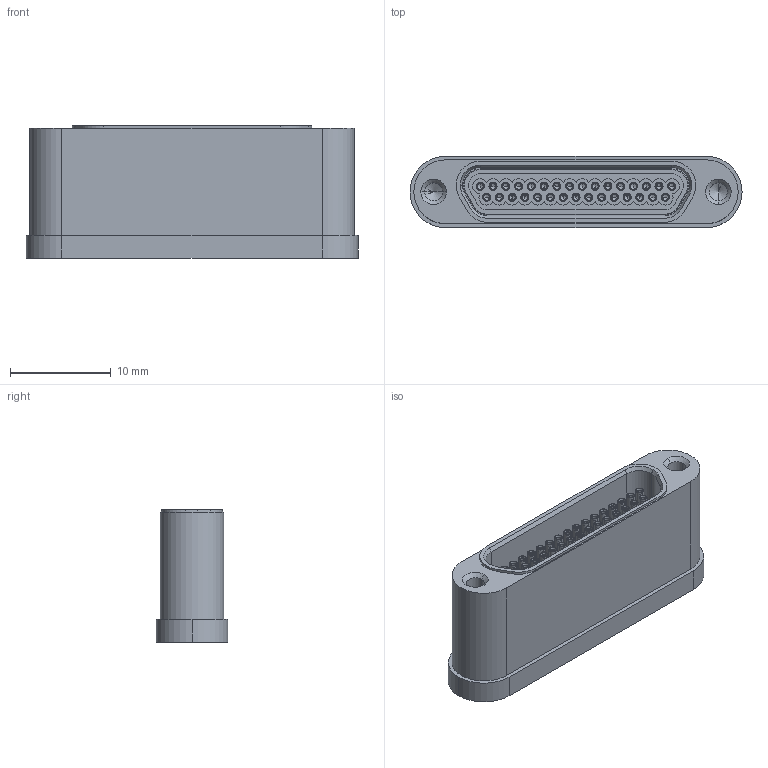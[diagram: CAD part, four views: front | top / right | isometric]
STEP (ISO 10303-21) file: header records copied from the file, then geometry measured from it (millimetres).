
FILE_DESCRIPTION (( 'STEP AP203' ), '1' );
FILE_NAME ('A8978-5-W.STEP', '2013-05-01T11:27:08', ( '' ), ( '' ), 'SwSTEP 2.0', 'SolidWorks 2012', '' );
FILE_SCHEMA (( 'CONFIG_CONTROL_DESIGN' ));
Length unit declared in the file: inch
Products named in the file (1): A8978-5-W
Bounding box: 33.02 x 7.11 x 13.21 mm (x, y, z)
Volume: 1431.5 mm3; surface area: 3493.6 mm2
Topology: 64 solids, 64 shells, 1320 faces, 3178 edges, 1898 vertices
Faces by surface type: cylinder 705, cone 226, bspline 217, plane 172
Entity records: 42167 total; most frequent: CARTESIAN_POINT 10760, DIRECTION 7071, ORIENTED_EDGE 6278, EDGE_CURVE 3139, AXIS2_PLACEMENT_3D 2952, VERTEX_POINT 1929, CIRCLE 1848, EDGE_LOOP 1550
